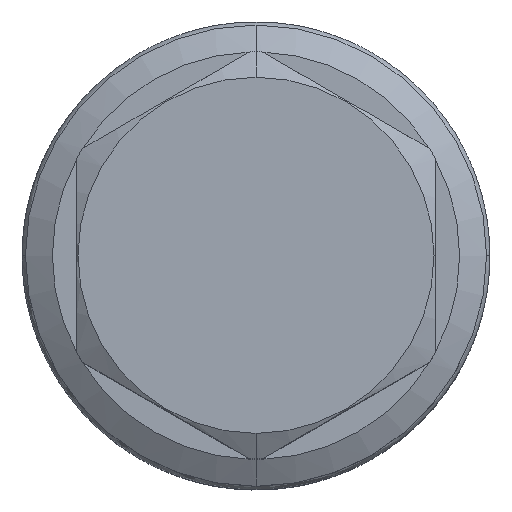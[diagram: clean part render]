
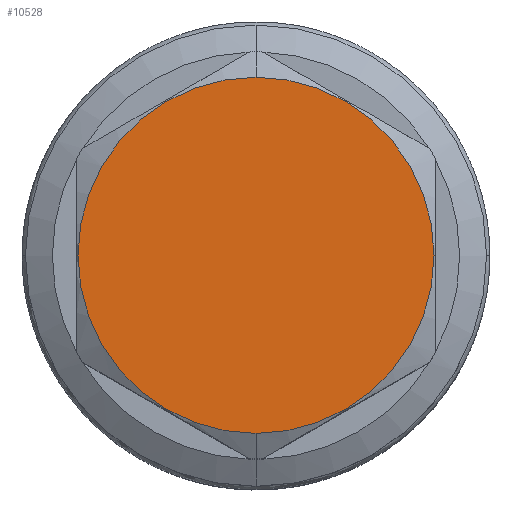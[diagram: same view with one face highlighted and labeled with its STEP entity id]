
A CAD part, top view. The second image highlights one B-rep face of the part: STEP entity #10528.
In plain terms, the highlighted planar face has unit normal (0, 0, 1).
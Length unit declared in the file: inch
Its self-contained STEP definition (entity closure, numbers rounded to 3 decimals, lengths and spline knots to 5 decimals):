
#4256=CARTESIAN_POINT('',(0.,0.,5.657));
#4257=DIRECTION('',(0.,0.,1.));
#4258=DIRECTION('',(0.,-1.,0.));
#4259=AXIS2_PLACEMENT_3D('',#4256,#4257,#4258);
#4261=CARTESIAN_POINT('',(0.,0.,5.657));
#4262=DIRECTION('',(0.,0.,1.));
#4263=DIRECTION('',(0.,1.,0.));
#4264=AXIS2_PLACEMENT_3D('',#4261,#4262,#4263);
#5112=CARTESIAN_POINT('',(0.,-0.807,5.657));
#5113=CARTESIAN_POINT('',(0.,0.807,5.657));
#5114=VERTEX_POINT('',#5112);
#5115=VERTEX_POINT('',#5113);
#10519=CARTESIAN_POINT('',(0.,0.,5.657));
#10520=DIRECTION('',(0.,0.,1.));
#10521=DIRECTION('',(0.,1.,0.));
#10522=AXIS2_PLACEMENT_3D('',#10519,#10520,#10521);
#10523=PLANE('',#10522);
#10524=ORIENTED_EDGE('',*,*,#10289,.F.);
#10525=ORIENTED_EDGE('',*,*,#10510,.F.);
#10526=EDGE_LOOP('',(#10524,#10525));
#10527=FACE_OUTER_BOUND('',#10526,.F.);
#10528=ADVANCED_FACE('',(#10527),#10523,.T.);
#4260=CIRCLE('',#4259,0.807);
#4265=CIRCLE('',#4264,0.807);
#10289=EDGE_CURVE('',#5114,#5115,#4260,.T.);
#10510=EDGE_CURVE('',#5115,#5114,#4265,.T.);
